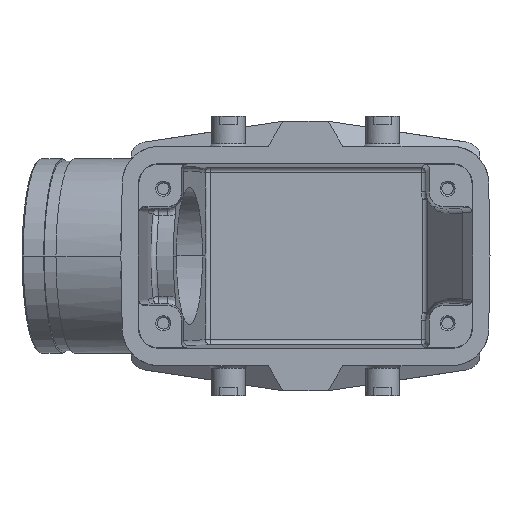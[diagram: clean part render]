
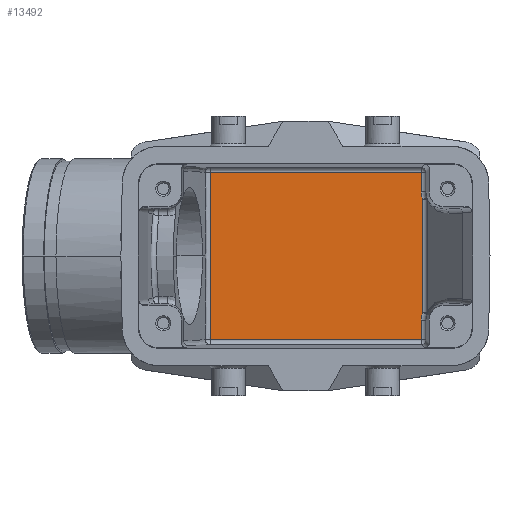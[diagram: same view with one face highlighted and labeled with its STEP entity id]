
A CAD part, front view. The second image highlights one B-rep face of the part: STEP entity #13492.
In plain terms, the highlighted planar face has unit normal (0, -1, 0).
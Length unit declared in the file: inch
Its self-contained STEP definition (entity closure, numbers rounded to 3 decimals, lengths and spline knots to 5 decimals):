
#105=CARTESIAN_POINT('',(-0.75225,2.3622,
-0.66094));
#120=DIRECTION('',(1.,0.,0.));
#121=VECTOR('',#120,1.6669);
#122=CARTESIAN_POINT('',(-0.75225,2.3622,
-0.66094));
#123=LINE('',#122,#121);
#128=CARTESIAN_POINT('',(1.09646,2.3622,0.50591));
#129=DIRECTION('',(0.,-1.,0.));
#130=DIRECTION('',(-1.,0.,0.));
#131=AXIS2_PLACEMENT_3D('',#128,#129,#130);
#133=CARTESIAN_POINT('',(1.09646,2.3622,-0.50591));
#134=DIRECTION('',(0.,-1.,0.));
#135=DIRECTION('',(-0.947,0.,0.322));
#136=AXIS2_PLACEMENT_3D('',#133,#134,#135);
#138=CARTESIAN_POINT('',(-0.75225,2.3622,
-0.66094));
#139=CARTESIAN_POINT('',(-0.75058,2.3622,
-0.51356));
#140=CARTESIAN_POINT('',(-0.74834,2.3622,
-0.21917));
#141=CARTESIAN_POINT('',(-0.74832,2.3622,
0.21792));
#142=CARTESIAN_POINT('',(-0.75057,2.3622,
0.51302));
#143=CARTESIAN_POINT('',(-0.75223,2.3622,
0.66094));
#149=DIRECTION('',(0.,0.,1.));
#150=VECTOR('',#149,0.15503);
#151=CARTESIAN_POINT('',(0.91465,2.3622,0.50591));
#152=LINE('',#151,#150);
#408=DIRECTION('',(-1.,0.,0.));
#409=VECTOR('',#408,1.66688);
#410=CARTESIAN_POINT('',(0.91465,2.3622,0.66094));
#411=LINE('',#410,#409);
#417=CARTESIAN_POINT('',(-0.75223,2.3622,
0.66094));
#985=DIRECTION('',(0.,0.,1.));
#986=VECTOR('',#985,0.15503);
#987=CARTESIAN_POINT('',(0.91465,2.3622,
-0.66094));
#988=LINE('',#987,#986);
#1031=DIRECTION('',(0.,0.,1.));
#1032=VECTOR('',#1031,0.89486);
#1033=CARTESIAN_POINT('',(0.92431,2.3622,
-0.44743));
#1034=LINE('',#1033,#1032);
#11752=VERTEX_POINT('',#105);
#11753=VERTEX_POINT('',#417);
#11756=CARTESIAN_POINT('',(0.91465,2.3622,
-0.66094));
#11757=VERTEX_POINT('',#11756);
#11760=CARTESIAN_POINT('',(0.91465,2.3622,
0.50591));
#11761=CARTESIAN_POINT('',(0.91465,2.3622,
0.66094));
#11762=VERTEX_POINT('',#11760);
#11763=VERTEX_POINT('',#11761);
#11764=CARTESIAN_POINT('',(0.92431,2.3622,
0.44743));
#11765=VERTEX_POINT('',#11764);
#11766=CARTESIAN_POINT('',(0.92431,2.3622,
-0.44743));
#11767=VERTEX_POINT('',#11766);
#11768=CARTESIAN_POINT('',(0.91465,2.3622,
-0.50591));
#11769=VERTEX_POINT('',#11768);
#13471=CARTESIAN_POINT('',(-1.05413,2.3622,
-0.84646));
#13472=DIRECTION('',(0.,-1.,0.));
#13473=DIRECTION('',(1.,0.,0.));
#13474=AXIS2_PLACEMENT_3D('',#13471,#13472,#13473);
#13475=PLANE('',#13474);
#13477=ORIENTED_EDGE('',*,*,#13476,.F.);
#13479=ORIENTED_EDGE('',*,*,#13478,.T.);
#13481=ORIENTED_EDGE('',*,*,#13480,.F.);
#13483=ORIENTED_EDGE('',*,*,#13482,.T.);
#13485=ORIENTED_EDGE('',*,*,#13484,.F.);
#13486=ORIENTED_EDGE('',*,*,#13462,.F.);
#13487=ORIENTED_EDGE('',*,*,#13438,.T.);
#13489=ORIENTED_EDGE('',*,*,#13488,.F.);
#13490=EDGE_LOOP('',(#13477,#13479,#13481,#13483,#13485,#13486,#13487,#13489));
#13491=FACE_OUTER_BOUND('',#13490,.F.);
#13492=ADVANCED_FACE('',(#13491),#13475,.T.);
#132=CIRCLE('',#131,0.18181);
#137=CIRCLE('',#136,0.18181);
#144=B_SPLINE_CURVE_WITH_KNOTS('',3,(#138,#139,#140,#141,#142,#143),
.UNSPECIFIED.,.F.,.F.,(4,1,1,4),(0.,0.33333,0.66667,1.),
.UNSPECIFIED.);
#13438=EDGE_CURVE('',#11752,#11753,#144,.T.);
#13462=EDGE_CURVE('',#11752,#11757,#123,.T.);
#13476=EDGE_CURVE('',#11762,#11763,#152,.T.);
#13478=EDGE_CURVE('',#11762,#11765,#132,.T.);
#13480=EDGE_CURVE('',#11767,#11765,#1034,.T.);
#13482=EDGE_CURVE('',#11767,#11769,#137,.T.);
#13484=EDGE_CURVE('',#11757,#11769,#988,.T.);
#13488=EDGE_CURVE('',#11763,#11753,#411,.T.);
